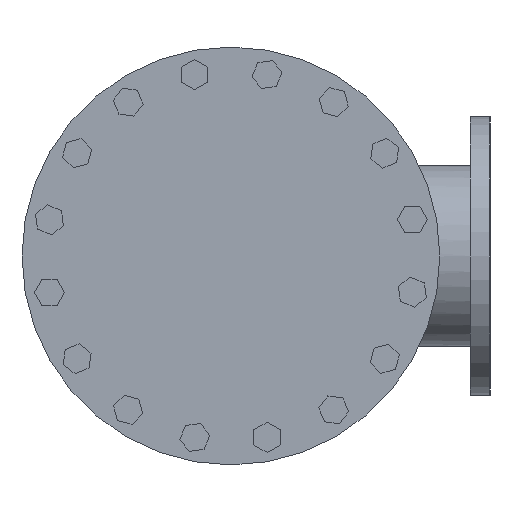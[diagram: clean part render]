
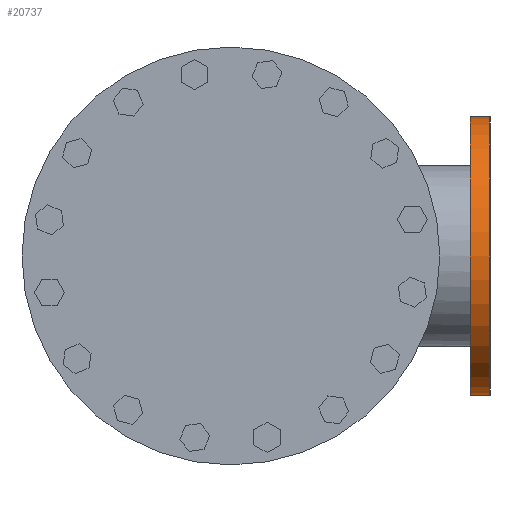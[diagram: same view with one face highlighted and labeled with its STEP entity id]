
A CAD part, left-side view. The second image highlights one B-rep face of the part: STEP entity #20737.
In plain terms, the highlighted cylindrical face has radius 203.2 mm (diameter 406.4 mm), a partial arc.
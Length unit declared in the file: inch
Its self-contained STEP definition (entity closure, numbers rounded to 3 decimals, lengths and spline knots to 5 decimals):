
#872 = DIRECTION ( 'NONE',  ( 0., -1., 0. ) ) ;
#1310 = CARTESIAN_POINT ( 'NONE',  ( 14., -13.76, 8. ) ) ;
#1719 = ORIENTED_EDGE ( 'NONE', *, *, #19667, .T. ) ;
#2302 = CARTESIAN_POINT ( 'NONE',  ( 14., -14.88, 8. ) ) ;
#2773 = VERTEX_POINT ( 'NONE', #23879 ) ;
#2817 = CARTESIAN_POINT ( 'NONE',  ( 14., -13.76, 0. ) ) ;
#4000 = CARTESIAN_POINT ( 'NONE',  ( 14., -14.88, -8. ) ) ;
#4002 = DIRECTION ( 'NONE',  ( 0., -1., 0. ) ) ;
#4193 = DIRECTION ( 'NONE',  ( 0., 1., 0. ) ) ;
#4383 = CIRCLE ( 'NONE', #13408, 8. ) ;
#5594 = VECTOR ( 'NONE', #19285, 39.37008 ) ;
#6044 = ORIENTED_EDGE ( 'NONE', *, *, #12042, .F. ) ;
#6473 = DIRECTION ( 'NONE',  ( 0., 0., -1. ) ) ;
#6716 = ORIENTED_EDGE ( 'NONE', *, *, #19101, .F. ) ;
#7793 = DIRECTION ( 'NONE',  ( 0., 0., -1. ) ) ;
#7928 = CARTESIAN_POINT ( 'NONE',  ( 14., -14.88, 0. ) ) ;
#8556 = AXIS2_PLACEMENT_3D ( 'NONE', #7928, #4193, #21386 ) ;
#11137 = VERTEX_POINT ( 'NONE', #20682 ) ;
#11338 = DIRECTION ( 'NONE',  ( 0., 1., 0. ) ) ;
#11555 = CARTESIAN_POINT ( 'NONE',  ( 14., -14.88, 0. ) ) ;
#11678 = VERTEX_POINT ( 'NONE', #22275 ) ;
#12042 = EDGE_CURVE ( 'NONE', #11678, #2773, #14978, .T. ) ;
#12902 = VERTEX_POINT ( 'NONE', #1310 ) ;
#13408 = AXIS2_PLACEMENT_3D ( 'NONE', #11555, #4002, #7793 ) ;
#14978 = LINE ( 'NONE', #4000, #5594 ) ;
#15797 = LINE ( 'NONE', #2302, #18170 ) ;
#16093 = CIRCLE ( 'NONE', #22517, 8. ) ;
#16237 = EDGE_LOOP ( 'NONE', ( #6044, #6716, #23882, #1719 ) ) ;
#17841 = FACE_OUTER_BOUND ( 'NONE', #16237, .T. ) ;
#18170 = VECTOR ( 'NONE', #11338, 39.37008 ) ;
#19101 = EDGE_CURVE ( 'NONE', #11137, #11678, #4383, .T. ) ;
#19285 = DIRECTION ( 'NONE',  ( 0., 1., 0. ) ) ;
#19667 = EDGE_CURVE ( 'NONE', #12902, #2773, #16093, .T. ) ;
#20682 = CARTESIAN_POINT ( 'NONE',  ( 14., -14.88, 8. ) ) ;
#20737 = ADVANCED_FACE ( 'NONE', ( #17841 ), #22486, .T. ) ;
#21386 = DIRECTION ( 'NONE',  ( 0., 0., 1. ) ) ;
#22089 = EDGE_CURVE ( 'NONE', #11137, #12902, #15797, .T. ) ;
#22275 = CARTESIAN_POINT ( 'NONE',  ( 14., -14.88, -8. ) ) ;
#22486 = CYLINDRICAL_SURFACE ( 'NONE', #8556, 8. ) ;
#22517 = AXIS2_PLACEMENT_3D ( 'NONE', #2817, #872, #6473 ) ;
#23879 = CARTESIAN_POINT ( 'NONE',  ( 14., -13.76, -8. ) ) ;
#23882 = ORIENTED_EDGE ( 'NONE', *, *, #22089, .T. ) ;
